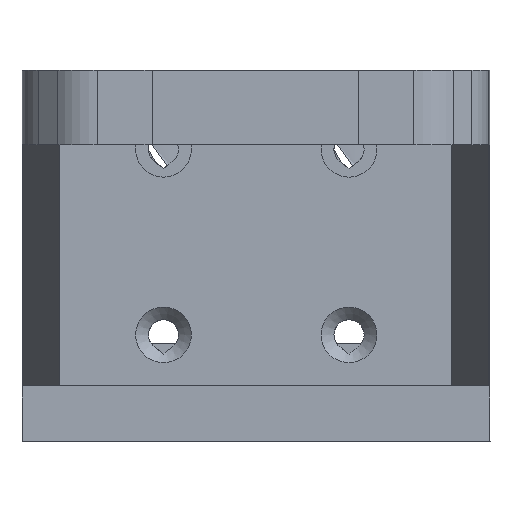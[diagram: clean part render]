
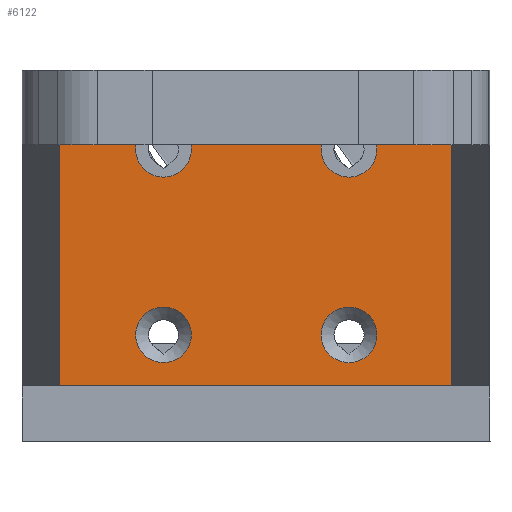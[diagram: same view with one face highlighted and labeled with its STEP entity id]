
A CAD part, left-side view. The second image highlights one B-rep face of the part: STEP entity #6122.
In plain terms, the highlighted planar face has unit normal (-1, 0, 0).
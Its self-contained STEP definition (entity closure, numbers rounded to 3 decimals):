
#152=FACE_BOUND('',#794,.T.);
#153=FACE_BOUND('',#795,.T.);
#154=FACE_BOUND('',#796,.T.);
#155=FACE_BOUND('',#797,.T.);
#156=FACE_BOUND('',#798,.T.);
#188=CIRCLE('',#6450,3.);
#191=CIRCLE('',#6454,3.);
#194=CIRCLE('',#6458,3.);
#199=CIRCLE('',#6465,3.);
#447=FACE_OUTER_BOUND('',#793,.T.);
#793=EDGE_LOOP('',(#4286,#4287,#4288,#4289,#4290,#4291));
#794=EDGE_LOOP('',(#4292));
#795=EDGE_LOOP('',(#4293));
#796=EDGE_LOOP('',(#4294));
#797=EDGE_LOOP('',(#4295));
#798=EDGE_LOOP('',(#4296,#4297,#4298,#4299));
#1158=LINE('',#8933,#1848);
#1162=LINE('',#8942,#1852);
#1165=LINE('',#8948,#1855);
#1177=LINE('',#8977,#1867);
#1185=LINE('',#9002,#1875);
#1229=LINE('',#9093,#1919);
#1235=LINE('',#9103,#1925);
#1236=LINE('',#9105,#1926);
#1237=LINE('',#9108,#1927);
#1239=LINE('',#9111,#1929);
#1848=VECTOR('',#7104,10.);
#1852=VECTOR('',#7112,10.);
#1855=VECTOR('',#7117,10.);
#1867=VECTOR('',#7143,10.);
#1875=VECTOR('',#7167,10.);
#1919=VECTOR('',#7255,10.);
#1925=VECTOR('',#7263,10.);
#1926=VECTOR('',#7266,10.);
#1927=VECTOR('',#7269,10.);
#1929=VECTOR('',#7273,10.);
#2534=VERTEX_POINT('',#8861);
#2536=VERTEX_POINT('',#8868);
#2538=VERTEX_POINT('',#8875);
#2544=VERTEX_POINT('',#8893);
#2559=VERTEX_POINT('',#8930);
#2560=VERTEX_POINT('',#8932);
#2563=VERTEX_POINT('',#8940);
#2565=VERTEX_POINT('',#8946);
#2575=VERTEX_POINT('',#8976);
#2584=VERTEX_POINT('',#9001);
#2608=VERTEX_POINT('',#9090);
#2609=VERTEX_POINT('',#9092);
#2612=VERTEX_POINT('',#9101);
#2613=VERTEX_POINT('',#9107);
#3134=EDGE_CURVE('',#2534,#2534,#188,.T.);
#3138=EDGE_CURVE('',#2536,#2536,#191,.T.);
#3142=EDGE_CURVE('',#2538,#2538,#194,.T.);
#3152=EDGE_CURVE('',#2544,#2544,#199,.T.);
#3172=EDGE_CURVE('',#2559,#2560,#1158,.T.);
#3177=EDGE_CURVE('',#2563,#2559,#1162,.T.);
#3180=EDGE_CURVE('',#2565,#2563,#1165,.T.);
#3194=EDGE_CURVE('',#2560,#2575,#1177,.T.);
#3207=EDGE_CURVE('',#2575,#2584,#1185,.T.);
#3251=EDGE_CURVE('',#2608,#2609,#1229,.T.);
#3257=EDGE_CURVE('',#2612,#2608,#1235,.T.);
#3258=EDGE_CURVE('',#2584,#2565,#1236,.T.);
#3259=EDGE_CURVE('',#2613,#2609,#1237,.T.);
#3261=EDGE_CURVE('',#2612,#2613,#1239,.T.);
#4286=ORIENTED_EDGE('',*,*,#3194,.F.);
#4287=ORIENTED_EDGE('',*,*,#3172,.F.);
#4288=ORIENTED_EDGE('',*,*,#3177,.F.);
#4289=ORIENTED_EDGE('',*,*,#3180,.F.);
#4290=ORIENTED_EDGE('',*,*,#3258,.F.);
#4291=ORIENTED_EDGE('',*,*,#3207,.F.);
#4292=ORIENTED_EDGE('',*,*,#3138,.T.);
#4293=ORIENTED_EDGE('',*,*,#3152,.T.);
#4294=ORIENTED_EDGE('',*,*,#3134,.T.);
#4295=ORIENTED_EDGE('',*,*,#3142,.T.);
#4296=ORIENTED_EDGE('',*,*,#3261,.T.);
#4297=ORIENTED_EDGE('',*,*,#3259,.T.);
#4298=ORIENTED_EDGE('',*,*,#3251,.F.);
#4299=ORIENTED_EDGE('',*,*,#3257,.F.);
#5870=PLANE('',#6520);
#6122=ADVANCED_FACE('',(#447,#152,#153,#154,#155,#156),#5870,.T.);
#6450=AXIS2_PLACEMENT_3D('',#8862,#7032,#7033);
#6454=AXIS2_PLACEMENT_3D('',#8869,#7041,#7042);
#6458=AXIS2_PLACEMENT_3D('',#8876,#7050,#7051);
#6465=AXIS2_PLACEMENT_3D('',#8894,#7069,#7070);
#6520=AXIS2_PLACEMENT_3D('',#9110,#7271,#7272);
#7032=DIRECTION('center_axis',(1.,0.,0.));
#7033=DIRECTION('ref_axis',(0.,-1.,0.));
#7041=DIRECTION('center_axis',(1.,0.,0.));
#7042=DIRECTION('ref_axis',(0.,-1.,0.));
#7050=DIRECTION('center_axis',(1.,0.,0.));
#7051=DIRECTION('ref_axis',(0.,-1.,0.));
#7069=DIRECTION('center_axis',(1.,0.,0.));
#7070=DIRECTION('ref_axis',(0.,-1.,0.));
#7104=DIRECTION('',(0.,1.,0.));
#7112=DIRECTION('',(0.,0.,-1.));
#7117=DIRECTION('',(0.,-1.,0.));
#7143=DIRECTION('',(0.,0.,1.));
#7167=DIRECTION('',(0.,-1.,0.));
#7255=DIRECTION('',(0.,1.,0.));
#7263=DIRECTION('',(0.,0.,1.));
#7266=DIRECTION('',(0.,1.,-0.001));
#7269=DIRECTION('',(0.,0.,1.));
#7271=DIRECTION('center_axis',(-1.,0.,0.));
#7272=DIRECTION('ref_axis',(0.,-1.,0.));
#7273=DIRECTION('',(0.,1.,0.));
#8861=CARTESIAN_POINT('',(44.401,39.824,-41.272));
#8862=CARTESIAN_POINT('Origin',(44.401,36.824,-41.272));
#8868=CARTESIAN_POINT('',(44.401,39.824,-21.272));
#8869=CARTESIAN_POINT('Origin',(44.401,36.824,-21.272));
#8875=CARTESIAN_POINT('',(44.401,19.824,-41.272));
#8876=CARTESIAN_POINT('Origin',(44.401,16.824,-41.272));
#8893=CARTESIAN_POINT('',(44.401,19.824,-21.272));
#8894=CARTESIAN_POINT('Origin',(44.401,16.824,-21.272));
#8930=CARTESIAN_POINT('',(44.401,1.624,-46.772));
#8932=CARTESIAN_POINT('',(44.401,52.043,-46.772));
#8933=CARTESIAN_POINT('',(44.401,39.438,-46.772));
#8940=CARTESIAN_POINT('',(44.401,1.624,-15.78));
#8942=CARTESIAN_POINT('',(44.401,1.624,-39.022));
#8946=CARTESIAN_POINT('',(44.401,49.257,-15.78));
#8948=CARTESIAN_POINT('',(44.401,14.229,-15.78));
#8976=CARTESIAN_POINT('',(44.401,52.043,-15.772));
#8977=CARTESIAN_POINT('',(44.401,52.043,-23.522));
#9001=CARTESIAN_POINT('',(44.401,43.024,-15.772));
#9002=CARTESIAN_POINT('',(44.401,34.929,-15.772));
#9090=CARTESIAN_POINT('',(44.401,3.624,-17.772));
#9092=CARTESIAN_POINT('',(44.401,10.624,-17.772));
#9093=CARTESIAN_POINT('',(44.401,38.438,-17.772));
#9101=CARTESIAN_POINT('',(44.401,3.624,-17.78));
#9103=CARTESIAN_POINT('',(44.401,3.624,-24.522));
#9105=CARTESIAN_POINT('',(44.401,38.055,-15.766));
#9107=CARTESIAN_POINT('',(44.401,10.624,-17.78));
#9108=CARTESIAN_POINT('',(44.401,10.624,-17.772));
#9110=CARTESIAN_POINT('Origin',(44.401,26.833,-31.272));
#9111=CARTESIAN_POINT('',(44.401,3.624,-17.78));
